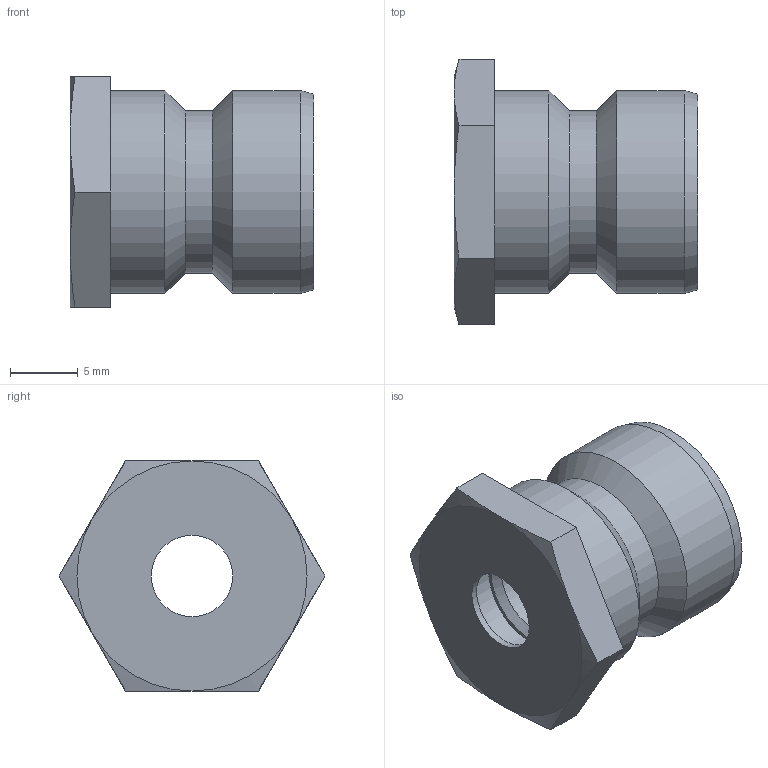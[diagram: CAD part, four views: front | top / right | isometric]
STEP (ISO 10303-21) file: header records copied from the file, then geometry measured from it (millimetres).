
FILE_DESCRIPTION((''),'2;1');
FILE_NAME('MSL-A.stp','2012-11-05T11:07:48',('hartung_david'),(''),'Autodesk Inventor 2012','Autodesk Inventor 2012','');
FILE_SCHEMA(('AUTOMOTIVE_DESIGN { 1 0 10303 214 1 1 1 1 }'));
Length unit declared in the file: millimetre
Products named in the file (1): MSL-A
Bounding box: 18 x 19.63 x 17 mm (x, y, z)
Volume: 2440.3 mm3; surface area: 1756.8 mm2
Topology: 1 solids, 1 shells, 28 faces, 56 edges, 33 vertices
Faces by surface type: cone 11, plane 11, cylinder 6
Full cylindrical faces by diameter (mm): 6 x1, 6.917 x1, 8.5 x1, 12 x1, 15 x2
Entity records: 680 total; most frequent: CARTESIAN_POINT 131, DIRECTION 112, ORIENTED_EDGE 90, AXIS2_PLACEMENT_3D 50, EDGE_CURVE 45, EDGE_LOOP 44, VERTEX_POINT 33, FACE_OUTER_BOUND 28
